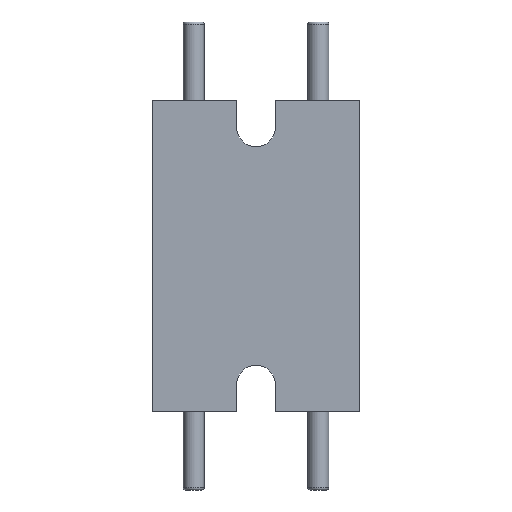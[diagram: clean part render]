
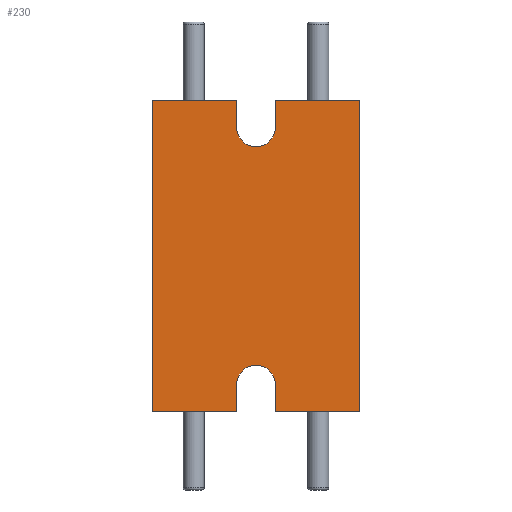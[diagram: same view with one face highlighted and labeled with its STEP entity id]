
A CAD part, front view. The second image highlights one B-rep face of the part: STEP entity #230.
In plain terms, the highlighted planar face has unit normal (0, -1, 0).
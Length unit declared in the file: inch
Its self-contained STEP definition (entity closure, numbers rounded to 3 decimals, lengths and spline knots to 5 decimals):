
#8 = AXIS2_PLACEMENT_3D ( 'NONE', #1541, #309, #15 ) ;
#13 = VECTOR ( 'NONE', #29, 39.37008 ) ;
#15 = DIRECTION ( 'NONE',  ( 0., 0., 1. ) ) ;
#28 = CARTESIAN_POINT ( 'NONE',  ( 0.047, 0., -0.375 ) ) ;
#29 = DIRECTION ( 'NONE',  ( 1., 0., 0. ) ) ;
#32 = CARTESIAN_POINT ( 'NONE',  ( 0., 0., 0.263 ) ) ;
#33 = DIRECTION ( 'NONE',  ( 0., 0., 1. ) ) ;
#60 = EDGE_CURVE ( 'NONE', #818, #962, #432, .T. ) ;
#66 = EDGE_CURVE ( 'NONE', #1352, #1161, #1615, .T. ) ;
#73 = EDGE_CURVE ( 'NONE', #1441, #1310, #1414, .T. ) ;
#91 = DIRECTION ( 'NONE',  ( 0., 0., -1. ) ) ;
#98 = CARTESIAN_POINT ( 'NONE',  ( 0., 0., 0.31 ) ) ;
#102 = DIRECTION ( 'NONE',  ( 0., 0., 1. ) ) ;
#110 = CARTESIAN_POINT ( 'NONE',  ( 0.047, 0., -0.31 ) ) ;
#112 = ORIENTED_EDGE ( 'NONE', *, *, #1382, .F. ) ;
#118 = ORIENTED_EDGE ( 'NONE', *, *, #73, .F. ) ;
#129 = VECTOR ( 'NONE', #1484, 39.37008 ) ;
#173 = ORIENTED_EDGE ( 'NONE', *, *, #492, .F. ) ;
#174 = CARTESIAN_POINT ( 'NONE',  ( -0.25, 0., 0.375 ) ) ;
#211 = LINE ( 'NONE', #28, #1410 ) ;
#225 = DIRECTION ( 'NONE',  ( 0., 1., 0. ) ) ;
#228 = EDGE_CURVE ( 'NONE', #1161, #569, #1003, .T. ) ;
#230 = ADVANCED_FACE ( 'NONE', ( #297 ), #779, .F. ) ;
#263 = VERTEX_POINT ( 'NONE', #370 ) ;
#296 = DIRECTION ( 'NONE',  ( 0., 0., 1. ) ) ;
#297 = FACE_OUTER_BOUND ( 'NONE', #773, .T. ) ;
#298 = ORIENTED_EDGE ( 'NONE', *, *, #66, .F. ) ;
#309 = DIRECTION ( 'NONE',  ( 0., -1., 0. ) ) ;
#369 = CARTESIAN_POINT ( 'NONE',  ( -0.047, 0., -0.375 ) ) ;
#370 = CARTESIAN_POINT ( 'NONE',  ( 0.047, 0., 0.31 ) ) ;
#379 = CARTESIAN_POINT ( 'NONE',  ( 0.25, 0., -0.375 ) ) ;
#414 = ORIENTED_EDGE ( 'NONE', *, *, #1175, .F. ) ;
#432 = LINE ( 'NONE', #1544, #701 ) ;
#442 = ORIENTED_EDGE ( 'NONE', *, *, #874, .F. ) ;
#444 = CARTESIAN_POINT ( 'NONE',  ( 0.047, 0., 0.375 ) ) ;
#455 = CARTESIAN_POINT ( 'NONE',  ( 0., 0., 0.31 ) ) ;
#467 = CARTESIAN_POINT ( 'NONE',  ( -0.047, 0., -0.375 ) ) ;
#474 = LINE ( 'NONE', #1469, #495 ) ;
#492 = EDGE_CURVE ( 'NONE', #685, #1352, #1177, .T. ) ;
#495 = VECTOR ( 'NONE', #1753, 39.37008 ) ;
#509 = ORIENTED_EDGE ( 'NONE', *, *, #1462, .F. ) ;
#569 = VERTEX_POINT ( 'NONE', #1655 ) ;
#600 = CIRCLE ( 'NONE', #1315, 0.047 ) ;
#610 = CARTESIAN_POINT ( 'NONE',  ( -0.25, 0., -0.375 ) ) ;
#625 = EDGE_CURVE ( 'NONE', #962, #1355, #1612, .T. ) ;
#635 = CARTESIAN_POINT ( 'NONE',  ( 0.25, 0., 0.375 ) ) ;
#642 = CARTESIAN_POINT ( 'NONE',  ( 0., 0., 0.31 ) ) ;
#652 = VERTEX_POINT ( 'NONE', #32 ) ;
#685 = VERTEX_POINT ( 'NONE', #467 ) ;
#701 = VECTOR ( 'NONE', #1117, 39.37008 ) ;
#740 = CARTESIAN_POINT ( 'NONE',  ( -0.047, 0., 0.31 ) ) ;
#773 = EDGE_LOOP ( 'NONE', ( #414, #442, #118, #1514, #1210, #1377, #112, #876, #298, #173, #509, #1251, #1165 ) ) ;
#779 = PLANE ( 'NONE',  #999 ) ;
#818 = VERTEX_POINT ( 'NONE', #1450 ) ;
#845 = LINE ( 'NONE', #975, #1611 ) ;
#874 = EDGE_CURVE ( 'NONE', #1310, #1488, #1500, .T. ) ;
#876 = ORIENTED_EDGE ( 'NONE', *, *, #228, .F. ) ;
#902 = DIRECTION ( 'NONE',  ( 0., 0., 1. ) ) ;
#951 = LINE ( 'NONE', #369, #1635 ) ;
#962 = VERTEX_POINT ( 'NONE', #110 ) ;
#975 = CARTESIAN_POINT ( 'NONE',  ( 0.047, 0., 0.375 ) ) ;
#999 = AXIS2_PLACEMENT_3D ( 'NONE', #642, #225, #902 ) ;
#1003 = LINE ( 'NONE', #1421, #1239 ) ;
#1054 = CIRCLE ( 'NONE', #1199, 0.047 ) ;
#1117 = DIRECTION ( 'NONE',  ( 0., 0., 1. ) ) ;
#1161 = VERTEX_POINT ( 'NONE', #174 ) ;
#1165 = ORIENTED_EDGE ( 'NONE', *, *, #60, .F. ) ;
#1175 = EDGE_CURVE ( 'NONE', #1488, #818, #211, .T. ) ;
#1177 = LINE ( 'NONE', #1630, #129 ) ;
#1195 = EDGE_CURVE ( 'NONE', #652, #263, #1054, .T. ) ;
#1196 = CARTESIAN_POINT ( 'NONE',  ( 0.047, 0., 0.375 ) ) ;
#1199 = AXIS2_PLACEMENT_3D ( 'NONE', #455, #1420, #1274 ) ;
#1201 = DIRECTION ( 'NONE',  ( 0., 0., -1. ) ) ;
#1210 = ORIENTED_EDGE ( 'NONE', *, *, #1195, .F. ) ;
#1238 = EDGE_CURVE ( 'NONE', #263, #1441, #845, .T. ) ;
#1239 = VECTOR ( 'NONE', #1707, 39.37008 ) ;
#1251 = ORIENTED_EDGE ( 'NONE', *, *, #625, .F. ) ;
#1274 = DIRECTION ( 'NONE',  ( 0., 0., 1. ) ) ;
#1310 = VERTEX_POINT ( 'NONE', #1691 ) ;
#1315 = AXIS2_PLACEMENT_3D ( 'NONE', #98, #1737, #102 ) ;
#1352 = VERTEX_POINT ( 'NONE', #610 ) ;
#1355 = VERTEX_POINT ( 'NONE', #1729 ) ;
#1377 = ORIENTED_EDGE ( 'NONE', *, *, #1405, .F. ) ;
#1382 = EDGE_CURVE ( 'NONE', #569, #1774, #474, .T. ) ;
#1405 = EDGE_CURVE ( 'NONE', #1774, #652, #600, .T. ) ;
#1410 = VECTOR ( 'NONE', #1697, 39.37008 ) ;
#1414 = LINE ( 'NONE', #444, #13 ) ;
#1420 = DIRECTION ( 'NONE',  ( 0., -1., 0. ) ) ;
#1421 = CARTESIAN_POINT ( 'NONE',  ( -0.25, 0., 0.375 ) ) ;
#1432 = VECTOR ( 'NONE', #1201, 39.37008 ) ;
#1441 = VERTEX_POINT ( 'NONE', #1196 ) ;
#1450 = CARTESIAN_POINT ( 'NONE',  ( 0.047, 0., -0.375 ) ) ;
#1462 = EDGE_CURVE ( 'NONE', #1355, #685, #951, .T. ) ;
#1469 = CARTESIAN_POINT ( 'NONE',  ( -0.047, 0., 0.31 ) ) ;
#1484 = DIRECTION ( 'NONE',  ( -1., 0., 0. ) ) ;
#1485 = VECTOR ( 'NONE', #296, 39.37008 ) ;
#1488 = VERTEX_POINT ( 'NONE', #379 ) ;
#1500 = LINE ( 'NONE', #635, #1432 ) ;
#1514 = ORIENTED_EDGE ( 'NONE', *, *, #1238, .F. ) ;
#1534 = CARTESIAN_POINT ( 'NONE',  ( -0.25, 0., 0.375 ) ) ;
#1541 = CARTESIAN_POINT ( 'NONE',  ( 0., 0., -0.31 ) ) ;
#1544 = CARTESIAN_POINT ( 'NONE',  ( 0.047, 0., -0.31 ) ) ;
#1611 = VECTOR ( 'NONE', #33, 39.37008 ) ;
#1612 = CIRCLE ( 'NONE', #8, 0.047 ) ;
#1615 = LINE ( 'NONE', #1534, #1485 ) ;
#1630 = CARTESIAN_POINT ( 'NONE',  ( -0.25, 0., -0.375 ) ) ;
#1635 = VECTOR ( 'NONE', #91, 39.37008 ) ;
#1655 = CARTESIAN_POINT ( 'NONE',  ( -0.047, 0., 0.375 ) ) ;
#1691 = CARTESIAN_POINT ( 'NONE',  ( 0.25, 0., 0.375 ) ) ;
#1697 = DIRECTION ( 'NONE',  ( -1., 0., 0. ) ) ;
#1707 = DIRECTION ( 'NONE',  ( 1., 0., 0. ) ) ;
#1729 = CARTESIAN_POINT ( 'NONE',  ( -0.047, 0., -0.31 ) ) ;
#1737 = DIRECTION ( 'NONE',  ( 0., -1., 0. ) ) ;
#1753 = DIRECTION ( 'NONE',  ( 0., 0., -1. ) ) ;
#1774 = VERTEX_POINT ( 'NONE', #740 ) ;
